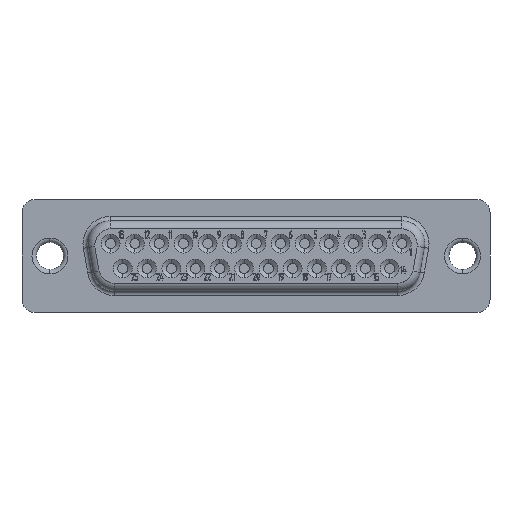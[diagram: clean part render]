
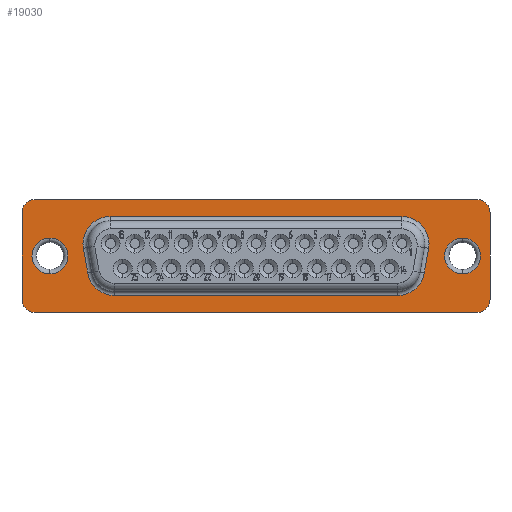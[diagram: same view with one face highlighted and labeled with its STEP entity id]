
A CAD part, front view. The second image highlights one B-rep face of the part: STEP entity #19030.
In plain terms, the highlighted face is planar.
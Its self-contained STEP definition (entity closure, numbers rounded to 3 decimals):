
#950=CARTESIAN_POINT('',(-209.471,178.067,0.66));
#960=VERTEX_POINT('',#950);
#1010=CARTESIAN_POINT('',(-209.471,175.246,0.66
));
#1020=DIRECTION('',(0.,1.,0.));
#1030=VECTOR('',#1020,1.);
#1040=LINE('',#1010,#1030);
#1050=CARTESIAN_POINT('',(-209.471,228.487,0.66));
#1060=VERTEX_POINT('',#1050);
#1070=EDGE_CURVE('',#960,#1060,#1040,.T.);
#13810=CARTESIAN_POINT('',(-222.401,228.487,0.66));
#13820=VERTEX_POINT('',#13810);
#13850=CARTESIAN_POINT('',(-222.401,175.246,
0.66));
#13860=DIRECTION('',(0.,-1.,0.));
#13870=VECTOR('',#13860,1.);
#13880=LINE('',#13850,#13870);
#13890=CARTESIAN_POINT('',(-222.401,178.067,0.66));
#13900=VERTEX_POINT('',#13890);
#13910=EDGE_CURVE('',#13820,#13900,#13880,.T.);
#17380=CARTESIAN_POINT('',(-216.595,162.672,
0.66));
#17390=DIRECTION('',(0.,0.,-1.));
#17400=DIRECTION('',(-1.,0.,0.));
#17410=AXIS2_PLACEMENT_3D('',#17380,#17390,#17400);
#17420=PLANE('',#17410);
#17430=CARTESIAN_POINT('',(-215.936,179.697,0.66));
#17440=DIRECTION('',(0.,0.,1.));
#17450=DIRECTION('',(1.,0.,0.));
#17460=AXIS2_PLACEMENT_3D('',#17430,#17440,#17450);
#17470=CIRCLE('',#17460,2.05);
#17480=CARTESIAN_POINT('',(-215.936,177.647,0.66));
#17490=VERTEX_POINT('',#17480);
#17500=CARTESIAN_POINT('',(-213.886,179.697,0.66));
#17510=VERTEX_POINT('',#17500);
#17520=EDGE_CURVE('',#17490,#17510,#17470,.T.);
#17530=ORIENTED_EDGE('',*,*,#17520,.F.);
#17540=CARTESIAN_POINT('',(-217.986,179.697,0.66));
#17550=VERTEX_POINT('',#17540);
#17560=EDGE_CURVE('',#17510,#17550,#17470,.T.);
#17570=ORIENTED_EDGE('',*,*,#17560,.F.);
#17580=EDGE_CURVE('',#17550,#17490,#17470,.T.);
#17590=ORIENTED_EDGE('',*,*,#17580,.F.);
#17600=EDGE_LOOP('',(#17590,#17570,#17530));
#17610=FACE_BOUND('',#17600,.T.);
#17620=CARTESIAN_POINT('',(-214.526,186.627,0.66));
#17630=DIRECTION('',(0.,0.,1.));
#17640=DIRECTION('',(1.,0.,0.));
#17650=AXIS2_PLACEMENT_3D('',#17620,#17630,#17640);
#17660=CIRCLE('',#17650,3.1);
#17670=CARTESIAN_POINT('',(-215.064,183.574,
0.66));
#17680=VERTEX_POINT('',#17670);
#17690=CARTESIAN_POINT('',(-211.426,186.627,0.66));
#17700=VERTEX_POINT('',#17690);
#17710=EDGE_CURVE('',#17680,#17700,#17660,.T.);
#17720=ORIENTED_EDGE('',*,*,#17710,.F.);
#17730=CARTESIAN_POINT('',(-211.426,175.246,0.66));
#17740=DIRECTION('',(0.,1.,0.));
#17750=VECTOR('',#17740,1.);
#17760=LINE('',#17730,#17750);
#17770=CARTESIAN_POINT('',(-211.426,219.927,0.66));
#17780=VERTEX_POINT('',#17770);
#17790=EDGE_CURVE('',#17700,#17780,#17760,.T.);
#17800=ORIENTED_EDGE('',*,*,#17790,.F.);
#17810=CARTESIAN_POINT('',(-214.526,219.927,0.66));
#17820=DIRECTION('',(0.,0.,1.));
#17830=DIRECTION('',(1.,0.,0.));
#17840=AXIS2_PLACEMENT_3D('',#17810,#17820,#17830);
#17850=CIRCLE('',#17840,3.1);
#17860=CARTESIAN_POINT('',(-215.064,222.98,
0.66));
#17870=VERTEX_POINT('',#17860);
#17880=EDGE_CURVE('',#17780,#17870,#17850,.T.);
#17890=ORIENTED_EDGE('',*,*,#17880,.F.);
#17900=CARTESIAN_POINT('',(-194.125,226.672,
0.66));
#17910=DIRECTION('',(-0.985,-0.174,
0.));
#17920=VECTOR('',#17910,1.);
#17930=LINE('',#17900,#17920);
#17940=CARTESIAN_POINT('',(-217.884,222.483,
0.66));
#17950=VERTEX_POINT('',#17940);
#17960=EDGE_CURVE('',#17870,#17950,#17930,.T.);
#17970=ORIENTED_EDGE('',*,*,#17960,.F.);
#17980=CARTESIAN_POINT('',(-217.346,219.43,
0.66));
#17990=DIRECTION('',(0.,0.,-1.));
#18000=DIRECTION('',(-1.,0.,0.));
#18010=AXIS2_PLACEMENT_3D('',#17980,#17990,#18000);
#18020=CIRCLE('',#18010,3.1);
#18030=CARTESIAN_POINT('',(-220.446,219.43,
0.66));
#18040=VERTEX_POINT('',#18030);
#18050=EDGE_CURVE('',#18040,#17950,#18020,.T.);
#18060=ORIENTED_EDGE('',*,*,#18050,.T.);
#18070=CARTESIAN_POINT('',(-220.446,175.246,
0.66));
#18080=DIRECTION('',(0.,-1.,0.));
#18090=VECTOR('',#18080,1.);
#18100=LINE('',#18070,#18090);
#18110=CARTESIAN_POINT('',(-220.446,187.125,
0.66));
#18120=VERTEX_POINT('',#18110);
#18130=EDGE_CURVE('',#18040,#18120,#18100,.T.);
#18140=ORIENTED_EDGE('',*,*,#18130,.F.);
#18150=CARTESIAN_POINT('',(-217.346,187.125,
0.66));
#18160=DIRECTION('',(0.,0.,-1.));
#18170=DIRECTION('',(-1.,0.,0.));
#18180=AXIS2_PLACEMENT_3D('',#18150,#18160,#18170);
#18190=CIRCLE('',#18180,3.1);
#18200=CARTESIAN_POINT('',(-217.884,184.072,
0.66));
#18210=VERTEX_POINT('',#18200);
#18220=EDGE_CURVE('',#18210,#18120,#18190,.T.);
#18230=ORIENTED_EDGE('',*,*,#18220,.T.);
#18240=CARTESIAN_POINT('',(-194.125,179.882,
0.66));
#18250=DIRECTION('',(0.985,-0.174,
0.));
#18260=VECTOR('',#18250,1.);
#18270=LINE('',#18240,#18260);
#18280=EDGE_CURVE('',#18210,#17680,#18270,.T.);
#18290=ORIENTED_EDGE('',*,*,#18280,.F.);
#18300=EDGE_LOOP('',(#18290,#18230,#18140,#18060,#17970,#17890,#17800,
#17720));
#18310=FACE_BOUND('',#18300,.T.);
#18320=CARTESIAN_POINT('',(-215.936,226.797,0.66));
#18330=DIRECTION('',(0.,0.,1.));
#18340=DIRECTION('',(1.,0.,0.));
#18350=AXIS2_PLACEMENT_3D('',#18320,#18330,#18340);
#18360=CIRCLE('',#18350,2.05);
#18370=CARTESIAN_POINT('',(-215.936,224.747,0.66));
#18380=VERTEX_POINT('',#18370);
#18390=CARTESIAN_POINT('',(-213.886,226.797,0.66));
#18400=VERTEX_POINT('',#18390);
#18410=EDGE_CURVE('',#18380,#18400,#18360,.T.);
#18420=ORIENTED_EDGE('',*,*,#18410,.F.);
#18430=CARTESIAN_POINT('',(-217.986,226.797,0.66));
#18440=VERTEX_POINT('',#18430);
#18450=EDGE_CURVE('',#18400,#18440,#18360,.T.);
#18460=ORIENTED_EDGE('',*,*,#18450,.F.);
#18470=EDGE_CURVE('',#18440,#18380,#18360,.T.);
#18480=ORIENTED_EDGE('',*,*,#18470,.F.);
#18490=EDGE_LOOP('',(#18480,#18460,#18420));
#18500=FACE_BOUND('',#18490,.T.);
#18510=CARTESIAN_POINT('',(-210.971,178.067,0.66));
#18520=DIRECTION('',(0.,0.,1.));
#18530=DIRECTION('',(1.,0.,0.));
#18540=AXIS2_PLACEMENT_3D('',#18510,#18520,#18530);
#18550=CIRCLE('',#18540,1.5);
#18560=CARTESIAN_POINT('',(-210.971,176.567,0.66));
#18570=VERTEX_POINT('',#18560);
#18580=EDGE_CURVE('',#18570,#960,#18550,.T.);
#18590=ORIENTED_EDGE('',*,*,#18580,.T.);
#18600=CARTESIAN_POINT('',(-194.125,176.567,
0.66));
#18610=DIRECTION('',(1.,0.,0.));
#18620=VECTOR('',#18610,1.);
#18630=LINE('',#18600,#18620);
#18640=CARTESIAN_POINT('',(-220.901,176.567,0.66));
#18650=VERTEX_POINT('',#18640);
#18660=EDGE_CURVE('',#18650,#18570,#18630,.T.);
#18670=ORIENTED_EDGE('',*,*,#18660,.T.);
#18680=CARTESIAN_POINT('',(-220.901,178.067,0.66));
#18690=DIRECTION('',(0.,0.,-1.));
#18700=DIRECTION('',(-1.,0.,0.));
#18710=AXIS2_PLACEMENT_3D('',#18680,#18690,#18700);
#18720=CIRCLE('',#18710,1.5);
#18730=EDGE_CURVE('',#18650,#13900,#18720,.T.);
#18740=ORIENTED_EDGE('',*,*,#18730,.F.);
#18750=ORIENTED_EDGE('',*,*,#13910,.T.);
#18760=CARTESIAN_POINT('',(-220.901,228.487,0.66));
#18770=DIRECTION('',(0.,0.,1.));
#18780=DIRECTION('',(1.,0.,0.));
#18790=AXIS2_PLACEMENT_3D('',#18760,#18770,#18780);
#18800=CIRCLE('',#18790,1.5);
#18810=CARTESIAN_POINT('',(-220.901,229.987,0.66));
#18820=VERTEX_POINT('',#18810);
#18830=EDGE_CURVE('',#18820,#13820,#18800,.T.);
#18840=ORIENTED_EDGE('',*,*,#18830,.T.);
#18850=CARTESIAN_POINT('',(-194.125,229.987,
0.66));
#18860=DIRECTION('',(-1.,0.,0.));
#18870=VECTOR('',#18860,1.);
#18880=LINE('',#18850,#18870);
#18890=CARTESIAN_POINT('',(-210.971,229.987,0.66));
#18900=VERTEX_POINT('',#18890);
#18910=EDGE_CURVE('',#18900,#18820,#18880,.T.);
#18920=ORIENTED_EDGE('',*,*,#18910,.T.);
#18930=CARTESIAN_POINT('',(-210.971,228.487,0.66));
#18940=DIRECTION('',(0.,0.,-1.));
#18950=DIRECTION('',(-1.,0.,0.));
#18960=AXIS2_PLACEMENT_3D('',#18930,#18940,#18950);
#18970=CIRCLE('',#18960,1.5);
#18980=EDGE_CURVE('',#18900,#1060,#18970,.T.);
#18990=ORIENTED_EDGE('',*,*,#18980,.F.);
#19000=ORIENTED_EDGE('',*,*,#1070,.T.);
#19010=EDGE_LOOP('',(#19000,#18990,#18920,#18840,#18750,#18740,#18670,
#18590));
#19020=FACE_OUTER_BOUND('',#19010,.T.);
#19030=ADVANCED_FACE('',(#17610,#18310,#18500,#19020),#17420,.F.);
